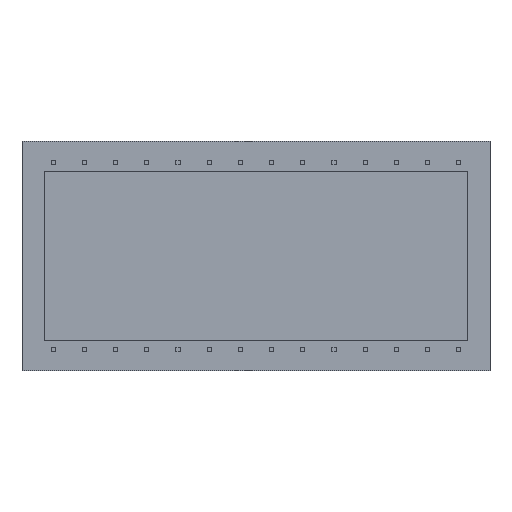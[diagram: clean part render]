
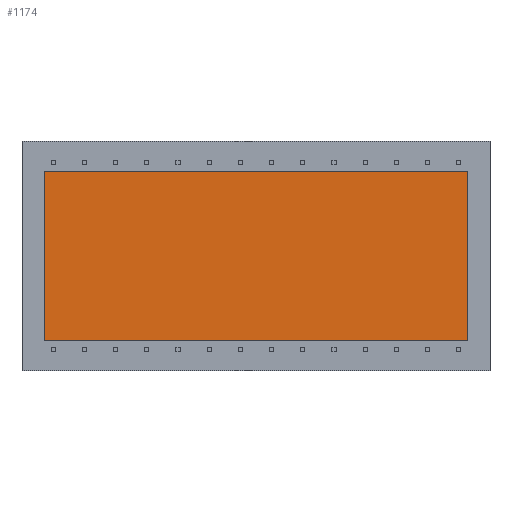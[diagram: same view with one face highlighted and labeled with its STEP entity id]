
A CAD part, top view. The second image highlights one B-rep face of the part: STEP entity #1174.
In plain terms, the highlighted planar face has unit normal (0, 0, 1).
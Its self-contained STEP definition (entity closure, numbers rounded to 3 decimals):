
#1174=ADVANCED_FACE('',(#1476),#1325,.F.);
#1325=PLANE('',#3847);
#1476=FACE_OUTER_BOUND('',#1626,.T.);
#1626=EDGE_LOOP('',(#2169,#2170,#2171,#2172));
#2169=ORIENTED_EDGE('',*,*,#2937,.T.);
#2170=ORIENTED_EDGE('',*,*,#2934,.T.);
#2171=ORIENTED_EDGE('',*,*,#2938,.T.);
#2172=ORIENTED_EDGE('',*,*,#2939,.T.);
#2598=VERTEX_POINT('',#5144);
#2599=VERTEX_POINT('',#5146);
#2601=VERTEX_POINT('',#5152);
#2602=VERTEX_POINT('',#5154);
#2934=EDGE_CURVE('',#2599,#2598,#3294,.T.);
#2937=EDGE_CURVE('',#2601,#2599,#3297,.T.);
#2938=EDGE_CURVE('',#2598,#2602,#3298,.T.);
#2939=EDGE_CURVE('',#2602,#2601,#3299,.T.);
#3294=LINE('',#5145,#3654);
#3297=LINE('',#5151,#3657);
#3298=LINE('',#5153,#3658);
#3299=LINE('',#5155,#3659);
#3654=VECTOR('',#4408,1.);
#3657=VECTOR('',#4413,1.);
#3658=VECTOR('',#4414,1.);
#3659=VECTOR('',#4415,1.);
#3847=AXIS2_PLACEMENT_3D('',#5156,#4416,#4417);
#4408=DIRECTION('',(1.,0.,0.));
#4413=DIRECTION('',(0.,-1.,0.));
#4414=DIRECTION('',(0.,1.,0.));
#4415=DIRECTION('',(-1.,0.,0.));
#4416=DIRECTION('',(0.,0.,-1.));
#4417=DIRECTION('',(1.,0.,0.));
#5144=CARTESIAN_POINT('',(36.3,2.5,4.4));
#5145=CARTESIAN_POINT('',(1.8,2.5,4.4));
#5146=CARTESIAN_POINT('',(1.8,2.5,4.4));
#5151=CARTESIAN_POINT('',(1.8,16.2,4.4));
#5152=CARTESIAN_POINT('',(1.8,16.2,4.4));
#5153=CARTESIAN_POINT('',(36.3,2.5,4.4));
#5154=CARTESIAN_POINT('',(36.3,16.2,4.4));
#5155=CARTESIAN_POINT('',(36.3,16.2,4.4));
#5156=CARTESIAN_POINT('',(0.075,16.885,4.4));
